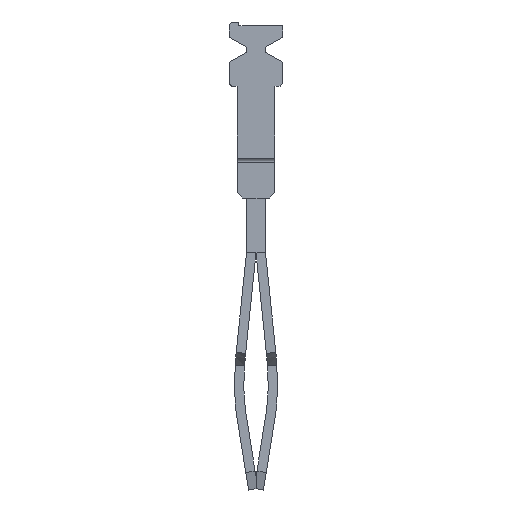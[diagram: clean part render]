
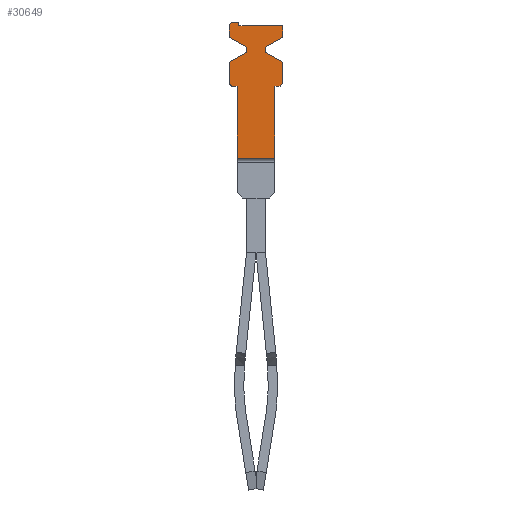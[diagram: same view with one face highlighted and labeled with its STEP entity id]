
A CAD part, left-side view. The second image highlights one B-rep face of the part: STEP entity #30649.
In plain terms, the highlighted planar face has unit normal (-1, 0, 0).
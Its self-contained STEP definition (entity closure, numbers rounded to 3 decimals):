
#29107=AXIS2_PLACEMENT_3D('Circle Axis2P3D',#29105,#29106,$) ;
#29186=AXIS2_PLACEMENT_3D('Circle Axis2P3D',#29184,#29185,$) ;
#30612=AXIS2_PLACEMENT_3D('Plane Axis2P3D',#30609,#30610,#30611) ;
#25393=CARTESIAN_POINT('Vertex',(0.,2.4,17.522)) ;
#25396=CARTESIAN_POINT('Line Origine',(0.,2.4,19.422)) ;
#25400=CARTESIAN_POINT('Vertex',(0.,2.4,21.322)) ;
#26753=CARTESIAN_POINT('Vertex',(0.,0.4,21.322)) ;
#26756=CARTESIAN_POINT('Line Origine',(0.,0.4,19.422)) ;
#26760=CARTESIAN_POINT('Vertex',(0.,0.4,17.522)) ;
#28097=CARTESIAN_POINT('Vertex',(0.,0.,24.522)) ;
#28100=CARTESIAN_POINT('Line Origine',(0.,0.,24.218)) ;
#28104=CARTESIAN_POINT('Vertex',(0.,0.,23.914)) ;
#28226=CARTESIAN_POINT('Vertex',(0.,1.9,23.394)) ;
#28229=CARTESIAN_POINT('Line Origine',(0.,2.35,23.654)) ;
#28233=CARTESIAN_POINT('Vertex',(0.,2.8,23.914)) ;
#28321=CARTESIAN_POINT('Line Origine',(0.,1.9,23.258)) ;
#28325=CARTESIAN_POINT('Vertex',(0.,1.9,23.122)) ;
#28395=CARTESIAN_POINT('Vertex',(0.,0.,22.602)) ;
#28398=CARTESIAN_POINT('Line Origine',(0.,0.,22.062)) ;
#28402=CARTESIAN_POINT('Vertex',(0.,0.,21.522)) ;
#28428=CARTESIAN_POINT('Vertex',(0.,0.9,23.122)) ;
#28431=CARTESIAN_POINT('Line Origine',(0.,0.45,22.862)) ;
#28846=CARTESIAN_POINT('Vertex',(0.,2.8,22.602)) ;
#28849=CARTESIAN_POINT('Line Origine',(0.,2.35,22.862)) ;
#29020=CARTESIAN_POINT('Line Origine',(0.,0.9,23.258)) ;
#29024=CARTESIAN_POINT('Vertex',(0.,0.9,23.394)) ;
#29051=CARTESIAN_POINT('Line Origine',(0.,2.45,24.722)) ;
#29055=CARTESIAN_POINT('Vertex',(0.,2.6,24.722)) ;
#29057=CARTESIAN_POINT('Vertex',(0.,2.3,24.722)) ;
#29102=CARTESIAN_POINT('Vertex',(0.,2.8,24.522)) ;
#29105=CARTESIAN_POINT('Axis2P3D Location',(0.,2.6,24.522)) ;
#29127=CARTESIAN_POINT('Line Origine',(0.,2.8,24.218)) ;
#29139=CARTESIAN_POINT('Line Origine',(0.,2.8,22.062)) ;
#29143=CARTESIAN_POINT('Vertex',(0.,2.8,21.522)) ;
#29181=CARTESIAN_POINT('Vertex',(0.,2.6,21.322)) ;
#29184=CARTESIAN_POINT('Axis2P3D Location',(0.,2.6,21.522)) ;
#29201=CARTESIAN_POINT('Line Origine',(0.,0.45,23.654)) ;
#29223=CARTESIAN_POINT('Line Origine',(0.,2.3,24.622)) ;
#29227=CARTESIAN_POINT('Vertex',(0.,2.3,24.522)) ;
#29259=CARTESIAN_POINT('Line Origine',(0.,1.15,24.522)) ;
#30566=CARTESIAN_POINT('Line Origine',(0.,1.4,17.522)) ;
#30594=CARTESIAN_POINT('Vertex',(0.,0.2,21.322)) ;
#30597=CARTESIAN_POINT('Line Origine',(0.,0.3,21.322)) ;
#30609=CARTESIAN_POINT('Axis2P3D Location',(0.,1.4,5.622)) ;
#30614=CARTESIAN_POINT('Line Origine',(0.,1.4,21.322)) ;
#30620=CARTESIAN_POINT('Control Point',(0.,0.2,21.322)) ;
#30621=CARTESIAN_POINT('Control Point',(0.,0.121,21.322)) ;
#30622=CARTESIAN_POINT('Control Point',(0.,0.042,21.364)) ;
#30623=CARTESIAN_POINT('Control Point',(0.,0.,21.443)) ;
#30624=CARTESIAN_POINT('Control Point',(0.,0.,21.522)) ;
#25397=DIRECTION('Vector Direction',(0.,0.,1.)) ;
#26757=DIRECTION('Vector Direction',(0.,0.,1.)) ;
#28101=DIRECTION('Vector Direction',(0.,0.,1.)) ;
#28230=DIRECTION('Vector Direction',(0.,-0.866,-0.5)) ;
#28322=DIRECTION('Vector Direction',(0.,0.,1.)) ;
#28399=DIRECTION('Vector Direction',(0.,0.,1.)) ;
#28432=DIRECTION('Vector Direction',(0.,-0.866,-0.5)) ;
#28850=DIRECTION('Vector Direction',(0.,0.866,-0.5)) ;
#29021=DIRECTION('Vector Direction',(0.,0.,1.)) ;
#29052=DIRECTION('Vector Direction',(0.,-1.,0.)) ;
#29106=DIRECTION('Axis2P3D Direction',(-1.,0.,0.)) ;
#29128=DIRECTION('Vector Direction',(0.,0.,-1.)) ;
#29140=DIRECTION('Vector Direction',(0.,0.,-1.)) ;
#29185=DIRECTION('Axis2P3D Direction',(-1.,0.,0.)) ;
#29202=DIRECTION('Vector Direction',(0.,0.866,-0.5)) ;
#29224=DIRECTION('Vector Direction',(0.,0.,-1.)) ;
#29260=DIRECTION('Vector Direction',(0.,1.,0.)) ;
#30567=DIRECTION('Vector Direction',(0.,1.,0.)) ;
#30598=DIRECTION('Vector Direction',(0.,-1.,0.)) ;
#30610=DIRECTION('Axis2P3D Direction',(-1.,0.,0.)) ;
#30611=DIRECTION('Axis2P3D XDirection',(0.,-1.,0.)) ;
#30615=DIRECTION('Vector Direction',(0.,-1.,0.)) ;
#25398=VECTOR('Line Direction',#25397,1.) ;
#26758=VECTOR('Line Direction',#26757,1.) ;
#28102=VECTOR('Line Direction',#28101,1.) ;
#28231=VECTOR('Line Direction',#28230,1.) ;
#28323=VECTOR('Line Direction',#28322,1.) ;
#28400=VECTOR('Line Direction',#28399,1.) ;
#28433=VECTOR('Line Direction',#28432,1.) ;
#28851=VECTOR('Line Direction',#28850,1.) ;
#29022=VECTOR('Line Direction',#29021,1.) ;
#29053=VECTOR('Line Direction',#29052,1.) ;
#29129=VECTOR('Line Direction',#29128,1.) ;
#29141=VECTOR('Line Direction',#29140,1.) ;
#29203=VECTOR('Line Direction',#29202,1.) ;
#29225=VECTOR('Line Direction',#29224,1.) ;
#29261=VECTOR('Line Direction',#29260,1.) ;
#30568=VECTOR('Line Direction',#30567,1.) ;
#30599=VECTOR('Line Direction',#30598,1.) ;
#30616=VECTOR('Line Direction',#30615,1.) ;
#30627=ORIENTED_EDGE('',*,*,#28404,.T.) ;
#30628=ORIENTED_EDGE('',*,*,#28435,.F.) ;
#30629=ORIENTED_EDGE('',*,*,#29026,.T.) ;
#30630=ORIENTED_EDGE('',*,*,#29205,.F.) ;
#30631=ORIENTED_EDGE('',*,*,#28106,.T.) ;
#30632=ORIENTED_EDGE('',*,*,#29263,.T.) ;
#30633=ORIENTED_EDGE('',*,*,#29229,.F.) ;
#30634=ORIENTED_EDGE('',*,*,#29059,.F.) ;
#30635=ORIENTED_EDGE('',*,*,#29109,.T.) ;
#30636=ORIENTED_EDGE('',*,*,#29131,.T.) ;
#30637=ORIENTED_EDGE('',*,*,#28235,.T.) ;
#30638=ORIENTED_EDGE('',*,*,#28327,.F.) ;
#30639=ORIENTED_EDGE('',*,*,#28853,.T.) ;
#30640=ORIENTED_EDGE('',*,*,#29145,.T.) ;
#30641=ORIENTED_EDGE('',*,*,#29188,.T.) ;
#30642=ORIENTED_EDGE('',*,*,#30618,.T.) ;
#30643=ORIENTED_EDGE('',*,*,#25402,.F.) ;
#30644=ORIENTED_EDGE('',*,*,#30570,.F.) ;
#30645=ORIENTED_EDGE('',*,*,#26762,.T.) ;
#30646=ORIENTED_EDGE('',*,*,#30601,.T.) ;
#30647=ORIENTED_EDGE('',*,*,#30625,.T.) ;
#30649=ADVANCED_FACE('ZQV_KU',(#30648),#30613,.T.) ;
#30619=B_SPLINE_CURVE_WITH_KNOTS('',4,(#30620,#30621,#30622,#30623,#30624),.UNSPECIFIED.,.F.,.U.,(5,5),(0.942,1.257),.UNSPECIFIED.) ;
#29108=CIRCLE('generated circle',#29107,0.2) ;
#29187=CIRCLE('generated circle',#29186,0.2) ;
#25402=EDGE_CURVE('',#25394,#25401,#25399,.T.) ;
#26762=EDGE_CURVE('',#26761,#26754,#26759,.T.) ;
#28106=EDGE_CURVE('',#28105,#28098,#28103,.T.) ;
#28235=EDGE_CURVE('',#28234,#28227,#28232,.T.) ;
#28327=EDGE_CURVE('',#28326,#28227,#28324,.T.) ;
#28404=EDGE_CURVE('',#28403,#28396,#28401,.T.) ;
#28435=EDGE_CURVE('',#28429,#28396,#28434,.T.) ;
#28853=EDGE_CURVE('',#28326,#28847,#28852,.T.) ;
#29026=EDGE_CURVE('',#28429,#29025,#29023,.T.) ;
#29059=EDGE_CURVE('',#29056,#29058,#29054,.T.) ;
#29109=EDGE_CURVE('',#29056,#29103,#29108,.T.) ;
#29131=EDGE_CURVE('',#29103,#28234,#29130,.T.) ;
#29145=EDGE_CURVE('',#28847,#29144,#29142,.T.) ;
#29188=EDGE_CURVE('',#29144,#29182,#29187,.T.) ;
#29205=EDGE_CURVE('',#28105,#29025,#29204,.T.) ;
#29229=EDGE_CURVE('',#29058,#29228,#29226,.T.) ;
#29263=EDGE_CURVE('',#28098,#29228,#29262,.T.) ;
#30570=EDGE_CURVE('',#26761,#25394,#30569,.T.) ;
#30601=EDGE_CURVE('',#26754,#30595,#30600,.T.) ;
#30618=EDGE_CURVE('',#29182,#25401,#30617,.T.) ;
#30625=EDGE_CURVE('',#30595,#28403,#30619,.T.) ;
#30626=EDGE_LOOP('',(#30627,#30628,#30629,#30630,#30631,#30632,#30633,#30634,#30635,#30636,#30637,#30638,#30639,#30640,#30641,#30642,#30643,#30644,#30645,#30646,#30647)) ;
#30648=FACE_OUTER_BOUND('',#30626,.T.) ;
#25399=LINE('Line',#25396,#25398) ;
#26759=LINE('Line',#26756,#26758) ;
#28103=LINE('Line',#28100,#28102) ;
#28232=LINE('Line',#28229,#28231) ;
#28324=LINE('Line',#28321,#28323) ;
#28401=LINE('Line',#28398,#28400) ;
#28434=LINE('Line',#28431,#28433) ;
#28852=LINE('Line',#28849,#28851) ;
#29023=LINE('Line',#29020,#29022) ;
#29054=LINE('Line',#29051,#29053) ;
#29130=LINE('Line',#29127,#29129) ;
#29142=LINE('Line',#29139,#29141) ;
#29204=LINE('Line',#29201,#29203) ;
#29226=LINE('Line',#29223,#29225) ;
#29262=LINE('Line',#29259,#29261) ;
#30569=LINE('Line',#30566,#30568) ;
#30600=LINE('Line',#30597,#30599) ;
#30617=LINE('Line',#30614,#30616) ;
#30613=PLANE('',#30612) ;
#25394=VERTEX_POINT('',#25393) ;
#25401=VERTEX_POINT('',#25400) ;
#26754=VERTEX_POINT('',#26753) ;
#26761=VERTEX_POINT('',#26760) ;
#28098=VERTEX_POINT('',#28097) ;
#28105=VERTEX_POINT('',#28104) ;
#28227=VERTEX_POINT('',#28226) ;
#28234=VERTEX_POINT('',#28233) ;
#28326=VERTEX_POINT('',#28325) ;
#28396=VERTEX_POINT('',#28395) ;
#28403=VERTEX_POINT('',#28402) ;
#28429=VERTEX_POINT('',#28428) ;
#28847=VERTEX_POINT('',#28846) ;
#29025=VERTEX_POINT('',#29024) ;
#29056=VERTEX_POINT('',#29055) ;
#29058=VERTEX_POINT('',#29057) ;
#29103=VERTEX_POINT('',#29102) ;
#29144=VERTEX_POINT('',#29143) ;
#29182=VERTEX_POINT('',#29181) ;
#29228=VERTEX_POINT('',#29227) ;
#30595=VERTEX_POINT('',#30594) ;
